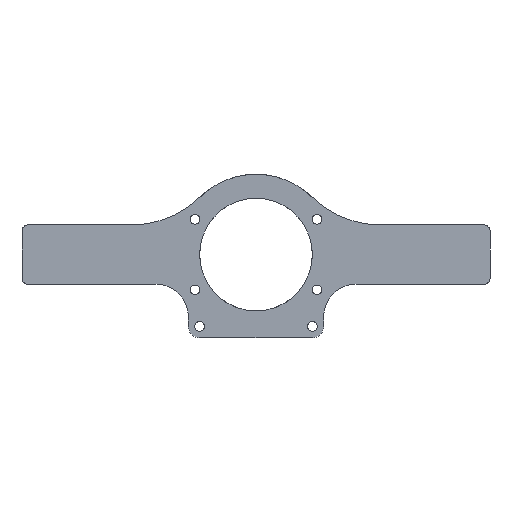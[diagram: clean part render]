
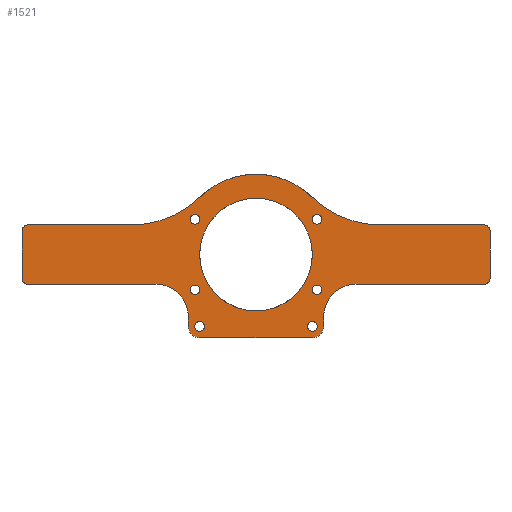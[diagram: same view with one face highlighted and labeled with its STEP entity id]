
A CAD part, front view. The second image highlights one B-rep face of the part: STEP entity #1521.
In plain terms, the highlighted planar face has unit normal (0, -1, 0).
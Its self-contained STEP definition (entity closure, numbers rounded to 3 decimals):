
#24=FACE_BOUND('',#208,.T.);
#25=FACE_BOUND('',#209,.T.);
#26=FACE_BOUND('',#210,.T.);
#27=FACE_BOUND('',#211,.T.);
#28=FACE_BOUND('',#212,.T.);
#29=FACE_BOUND('',#213,.T.);
#30=FACE_BOUND('',#214,.T.);
#59=PLANE('',#1651);
#115=FACE_OUTER_BOUND('',#207,.T.);
#207=EDGE_LOOP('',(#1110,#1111,#1112,#1113,#1114,#1115,#1116,#1117,#1118,
#1119,#1120,#1121,#1122,#1123,#1124,#1125,#1126,#1127,#1128,#1129));
#208=EDGE_LOOP('',(#1130));
#209=EDGE_LOOP('',(#1131));
#210=EDGE_LOOP('',(#1132));
#211=EDGE_LOOP('',(#1133));
#212=EDGE_LOOP('',(#1134));
#213=EDGE_LOOP('',(#1135));
#214=EDGE_LOOP('',(#1136));
#307=LINE('',#2309,#425);
#310=LINE('',#2321,#428);
#318=LINE('',#2344,#436);
#323=LINE('',#2359,#441);
#336=LINE('',#2421,#454);
#345=LINE('',#2459,#463);
#346=LINE('',#2462,#464);
#347=LINE('',#2466,#465);
#348=LINE('',#2469,#466);
#425=VECTOR('',#1811,10.);
#428=VECTOR('',#1822,10.);
#436=VECTOR('',#1840,10.);
#441=VECTOR('',#1853,10.);
#454=VECTOR('',#1902,10.);
#463=VECTOR('',#1931,10.);
#464=VECTOR('',#1934,10.);
#465=VECTOR('',#1937,10.);
#466=VECTOR('',#1940,10.);
#537=CIRCLE('',#1607,35.);
#539=CIRCLE('',#1611,35.);
#543=CIRCLE('',#1617,11.5);
#545=CIRCLE('',#1621,11.5);
#551=CIRCLE('',#1630,2.);
#553=CIRCLE('',#1635,2.);
#557=CIRCLE('',#1643,2.);
#563=CIRCLE('',#1652,4.);
#564=CIRCLE('',#1653,4.);
#565=CIRCLE('',#1654,2.);
#566=CIRCLE('',#1655,28.5);
#567=CIRCLE('',#1656,20.);
#568=CIRCLE('',#1657,1.7);
#569=CIRCLE('',#1658,1.7);
#570=CIRCLE('',#1659,1.7);
#571=CIRCLE('',#1660,1.7);
#572=CIRCLE('',#1661,1.7);
#573=CIRCLE('',#1662,1.7);
#637=VERTEX_POINT('',#2291);
#638=VERTEX_POINT('',#2293);
#644=VERTEX_POINT('',#2307);
#645=VERTEX_POINT('',#2311);
#646=VERTEX_POINT('',#2312);
#649=VERTEX_POINT('',#2320);
#657=VERTEX_POINT('',#2337);
#658=VERTEX_POINT('',#2339);
#659=VERTEX_POINT('',#2343);
#663=VERTEX_POINT('',#2352);
#664=VERTEX_POINT('',#2354);
#665=VERTEX_POINT('',#2358);
#674=VERTEX_POINT('',#2390);
#677=VERTEX_POINT('',#2403);
#679=VERTEX_POINT('',#2425);
#680=VERTEX_POINT('',#2426);
#689=VERTEX_POINT('',#2461);
#690=VERTEX_POINT('',#2463);
#691=VERTEX_POINT('',#2465);
#692=VERTEX_POINT('',#2468);
#693=VERTEX_POINT('',#2472);
#694=VERTEX_POINT('',#2474);
#695=VERTEX_POINT('',#2476);
#696=VERTEX_POINT('',#2478);
#697=VERTEX_POINT('',#2480);
#698=VERTEX_POINT('',#2482);
#699=VERTEX_POINT('',#2484);
#781=EDGE_CURVE('',#637,#638,#537,.T.);
#789=EDGE_CURVE('',#644,#637,#307,.T.);
#790=EDGE_CURVE('',#645,#646,#539,.T.);
#794=EDGE_CURVE('',#649,#646,#310,.T.);
#803=EDGE_CURVE('',#657,#658,#543,.T.);
#805=EDGE_CURVE('',#659,#658,#318,.T.);
#810=EDGE_CURVE('',#663,#664,#545,.T.);
#812=EDGE_CURVE('',#664,#665,#323,.T.);
#824=EDGE_CURVE('',#665,#674,#551,.T.);
#831=EDGE_CURVE('',#677,#644,#553,.T.);
#836=EDGE_CURVE('',#674,#677,#336,.T.);
#838=EDGE_CURVE('',#679,#680,#557,.T.);
#851=EDGE_CURVE('',#657,#680,#345,.T.);
#852=EDGE_CURVE('',#663,#689,#346,.T.);
#853=EDGE_CURVE('',#690,#689,#563,.T.);
#854=EDGE_CURVE('',#690,#691,#347,.T.);
#855=EDGE_CURVE('',#659,#691,#564,.T.);
#856=EDGE_CURVE('',#679,#692,#348,.T.);
#857=EDGE_CURVE('',#649,#692,#565,.T.);
#858=EDGE_CURVE('',#645,#638,#566,.T.);
#859=EDGE_CURVE('',#693,#693,#567,.T.);
#860=EDGE_CURVE('',#694,#694,#568,.T.);
#861=EDGE_CURVE('',#695,#695,#569,.T.);
#862=EDGE_CURVE('',#696,#696,#570,.T.);
#863=EDGE_CURVE('',#697,#697,#571,.T.);
#864=EDGE_CURVE('',#698,#698,#572,.T.);
#865=EDGE_CURVE('',#699,#699,#573,.T.);
#1110=ORIENTED_EDGE('',*,*,#824,.F.);
#1111=ORIENTED_EDGE('',*,*,#812,.F.);
#1112=ORIENTED_EDGE('',*,*,#810,.F.);
#1113=ORIENTED_EDGE('',*,*,#852,.T.);
#1114=ORIENTED_EDGE('',*,*,#853,.F.);
#1115=ORIENTED_EDGE('',*,*,#854,.T.);
#1116=ORIENTED_EDGE('',*,*,#855,.F.);
#1117=ORIENTED_EDGE('',*,*,#805,.T.);
#1118=ORIENTED_EDGE('',*,*,#803,.F.);
#1119=ORIENTED_EDGE('',*,*,#851,.T.);
#1120=ORIENTED_EDGE('',*,*,#838,.F.);
#1121=ORIENTED_EDGE('',*,*,#856,.T.);
#1122=ORIENTED_EDGE('',*,*,#857,.F.);
#1123=ORIENTED_EDGE('',*,*,#794,.T.);
#1124=ORIENTED_EDGE('',*,*,#790,.F.);
#1125=ORIENTED_EDGE('',*,*,#858,.T.);
#1126=ORIENTED_EDGE('',*,*,#781,.F.);
#1127=ORIENTED_EDGE('',*,*,#789,.F.);
#1128=ORIENTED_EDGE('',*,*,#831,.F.);
#1129=ORIENTED_EDGE('',*,*,#836,.F.);
#1130=ORIENTED_EDGE('',*,*,#859,.T.);
#1131=ORIENTED_EDGE('',*,*,#860,.T.);
#1132=ORIENTED_EDGE('',*,*,#861,.T.);
#1133=ORIENTED_EDGE('',*,*,#862,.T.);
#1134=ORIENTED_EDGE('',*,*,#863,.T.);
#1135=ORIENTED_EDGE('',*,*,#864,.T.);
#1136=ORIENTED_EDGE('',*,*,#865,.T.);
#1521=ADVANCED_FACE('',(#115,#24,#25,#26,#27,#28,#29,#30),#59,.F.);
#1607=AXIS2_PLACEMENT_3D('',#2294,#1799,#1800);
#1611=AXIS2_PLACEMENT_3D('',#2313,#1814,#1815);
#1617=AXIS2_PLACEMENT_3D('',#2340,#1835,#1836);
#1621=AXIS2_PLACEMENT_3D('',#2355,#1848,#1849);
#1630=AXIS2_PLACEMENT_3D('',#2391,#1874,#1875);
#1635=AXIS2_PLACEMENT_3D('',#2404,#1889,#1890);
#1643=AXIS2_PLACEMENT_3D('',#2427,#1908,#1909);
#1651=AXIS2_PLACEMENT_3D('',#2460,#1932,#1933);
#1652=AXIS2_PLACEMENT_3D('',#2464,#1935,#1936);
#1653=AXIS2_PLACEMENT_3D('',#2467,#1938,#1939);
#1654=AXIS2_PLACEMENT_3D('',#2470,#1941,#1942);
#1655=AXIS2_PLACEMENT_3D('',#2471,#1943,#1944);
#1656=AXIS2_PLACEMENT_3D('',#2473,#1945,#1946);
#1657=AXIS2_PLACEMENT_3D('',#2475,#1947,#1948);
#1658=AXIS2_PLACEMENT_3D('',#2477,#1949,#1950);
#1659=AXIS2_PLACEMENT_3D('',#2479,#1951,#1952);
#1660=AXIS2_PLACEMENT_3D('',#2481,#1953,#1954);
#1661=AXIS2_PLACEMENT_3D('',#2483,#1955,#1956);
#1662=AXIS2_PLACEMENT_3D('',#2485,#1957,#1958);
#1799=DIRECTION('center_axis',(0.,-1.,0.));
#1800=DIRECTION('ref_axis',(0.376,0.,-0.926));
#1811=DIRECTION('',(1.,0.,0.));
#1814=DIRECTION('center_axis',(0.,-1.,0.));
#1815=DIRECTION('ref_axis',(-0.376,0.,-0.926));
#1822=DIRECTION('',(-1.,0.,0.));
#1835=DIRECTION('center_axis',(0.,-1.,0.));
#1836=DIRECTION('ref_axis',(-1.,0.,0.));
#1840=DIRECTION('',(0.,0.,1.));
#1848=DIRECTION('center_axis',(0.,-1.,0.));
#1849=DIRECTION('ref_axis',(0.,0.,1.));
#1853=DIRECTION('',(-1.,0.,0.));
#1874=DIRECTION('center_axis',(0.,1.,0.));
#1875=DIRECTION('ref_axis',(-0.707,0.,-0.707));
#1889=DIRECTION('center_axis',(0.,1.,0.));
#1890=DIRECTION('ref_axis',(-0.707,0.,0.707));
#1902=DIRECTION('',(0.,0.,1.));
#1908=DIRECTION('center_axis',(0.,1.,0.));
#1909=DIRECTION('ref_axis',(0.707,0.,-0.707));
#1931=DIRECTION('',(1.,0.,0.));
#1932=DIRECTION('center_axis',(0.,1.,0.));
#1933=DIRECTION('ref_axis',(1.,0.,0.));
#1934=DIRECTION('',(0.,0.,-1.));
#1935=DIRECTION('center_axis',(0.,1.,0.));
#1936=DIRECTION('ref_axis',(-0.707,0.,-0.707));
#1937=DIRECTION('',(1.,0.,0.));
#1938=DIRECTION('center_axis',(0.,1.,0.));
#1939=DIRECTION('ref_axis',(0.707,0.,-0.707));
#1940=DIRECTION('',(0.,0.,1.));
#1941=DIRECTION('center_axis',(0.,1.,0.));
#1942=DIRECTION('ref_axis',(0.707,0.,0.707));
#1943=DIRECTION('center_axis',(0.,-1.,0.));
#1944=DIRECTION('ref_axis',(-1.,0.,0.));
#1945=DIRECTION('center_axis',(0.,1.,0.));
#1946=DIRECTION('ref_axis',(1.,0.,0.));
#1947=DIRECTION('center_axis',(0.,1.,0.));
#1948=DIRECTION('ref_axis',(0.,0.,1.));
#1949=DIRECTION('center_axis',(0.,1.,0.));
#1950=DIRECTION('ref_axis',(0.,0.,1.));
#1951=DIRECTION('center_axis',(0.,1.,0.));
#1952=DIRECTION('ref_axis',(0.,0.,1.));
#1953=DIRECTION('center_axis',(0.,1.,0.));
#1954=DIRECTION('ref_axis',(0.,0.,1.));
#1955=DIRECTION('center_axis',(0.,1.,0.));
#1956=DIRECTION('ref_axis',(0.,0.,1.));
#1957=DIRECTION('center_axis',(0.,1.,0.));
#1958=DIRECTION('ref_axis',(0.,0.,1.));
#2291=CARTESIAN_POINT('',(-44.294,-5.,10.5));
#2293=CARTESIAN_POINT('',(-19.88,-5.,20.421));
#2294=CARTESIAN_POINT('Origin',(-44.294,-5.,45.5));
#2307=CARTESIAN_POINT('',(-81.,-5.,10.5));
#2309=CARTESIAN_POINT('',(-83.,-5.,10.5));
#2311=CARTESIAN_POINT('',(19.88,-5.,20.421));
#2312=CARTESIAN_POINT('',(44.294,-5.,10.5));
#2313=CARTESIAN_POINT('Origin',(44.294,-5.,45.5));
#2320=CARTESIAN_POINT('',(81.,-5.,10.5));
#2321=CARTESIAN_POINT('',(75.,-5.,10.5));
#2337=CARTESIAN_POINT('',(35.5,-5.,-10.5));
#2339=CARTESIAN_POINT('',(24.,-5.,-22.));
#2340=CARTESIAN_POINT('Origin',(35.5,-5.,-22.));
#2343=CARTESIAN_POINT('',(24.,-5.,-25.5));
#2344=CARTESIAN_POINT('',(24.,-5.,-29.5));
#2352=CARTESIAN_POINT('',(-24.,-5.,-22.));
#2354=CARTESIAN_POINT('',(-35.5,-5.,-10.5));
#2355=CARTESIAN_POINT('Origin',(-35.5,-5.,-22.));
#2358=CARTESIAN_POINT('',(-81.,-5.,-10.5));
#2359=CARTESIAN_POINT('',(-25.69,-5.,-10.5));
#2390=CARTESIAN_POINT('',(-83.,-5.,-8.5));
#2391=CARTESIAN_POINT('Origin',(-81.,-5.,-8.5));
#2403=CARTESIAN_POINT('',(-83.,-5.,8.5));
#2404=CARTESIAN_POINT('Origin',(-81.,-5.,8.5));
#2421=CARTESIAN_POINT('',(-83.,-5.,-10.5));
#2425=CARTESIAN_POINT('',(83.,-5.,-8.5));
#2426=CARTESIAN_POINT('',(81.,-5.,-10.5));
#2427=CARTESIAN_POINT('Origin',(81.,-5.,-8.5));
#2459=CARTESIAN_POINT('',(75.,-5.,-10.5));
#2460=CARTESIAN_POINT('Origin',(0.,-5.,0.));
#2461=CARTESIAN_POINT('',(-24.,-5.,-25.5));
#2462=CARTESIAN_POINT('',(-24.,-5.,29.5));
#2463=CARTESIAN_POINT('',(-20.,-5.,-29.5));
#2464=CARTESIAN_POINT('Origin',(-20.,-5.,-25.5));
#2465=CARTESIAN_POINT('',(20.,-5.,-29.5));
#2466=CARTESIAN_POINT('',(-24.,-5.,-29.5));
#2467=CARTESIAN_POINT('Origin',(20.,-5.,-25.5));
#2468=CARTESIAN_POINT('',(83.,-5.,8.5));
#2469=CARTESIAN_POINT('',(83.,-5.,-10.5));
#2470=CARTESIAN_POINT('Origin',(81.,-5.,8.5));
#2471=CARTESIAN_POINT('Origin',(0.,-5.,0.));
#2472=CARTESIAN_POINT('',(20.,-5.,0.));
#2473=CARTESIAN_POINT('Origin',(0.,-5.,0.));
#2474=CARTESIAN_POINT('',(21.651,-5.,10.8));
#2475=CARTESIAN_POINT('Origin',(21.651,-5.,12.5));
#2476=CARTESIAN_POINT('',(-21.651,-5.,10.8));
#2477=CARTESIAN_POINT('Origin',(-21.651,-5.,12.5));
#2478=CARTESIAN_POINT('',(21.651,-5.,-14.2));
#2479=CARTESIAN_POINT('Origin',(21.651,-5.,-12.5));
#2480=CARTESIAN_POINT('',(-21.651,-5.,-14.2));
#2481=CARTESIAN_POINT('Origin',(-21.651,-5.,-12.5));
#2482=CARTESIAN_POINT('',(20.,-5.,-27.2));
#2483=CARTESIAN_POINT('Origin',(20.,-5.,-25.5));
#2484=CARTESIAN_POINT('',(-20.,-5.,-27.2));
#2485=CARTESIAN_POINT('Origin',(-20.,-5.,-25.5));
